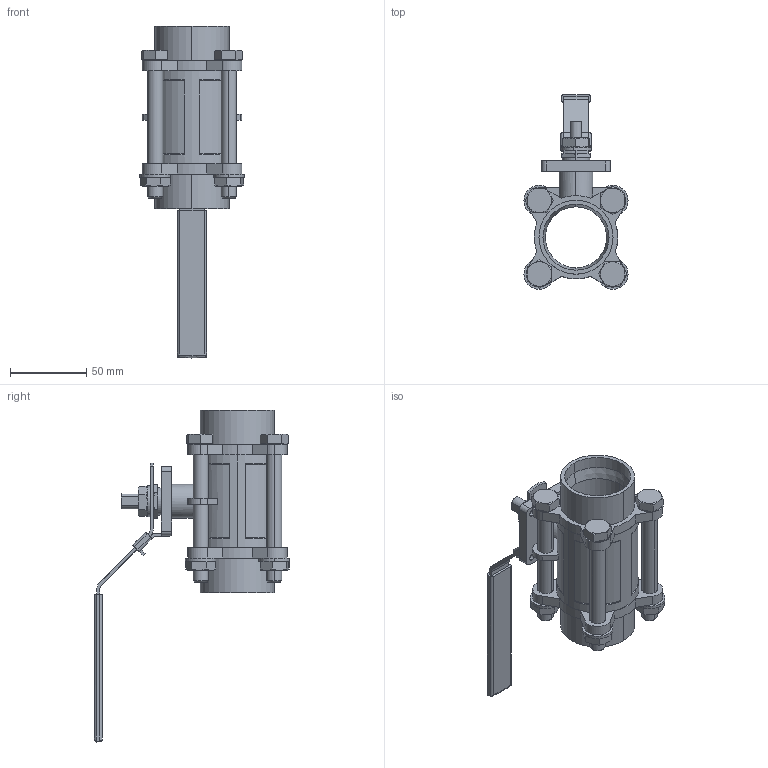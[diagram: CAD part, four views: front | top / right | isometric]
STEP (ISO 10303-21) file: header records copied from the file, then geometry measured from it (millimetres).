
FILE_DESCRIPTION (( 'STEP AP203' ), '1' );
FILE_NAME ('V-105MB-PN63-DN40.STEP', '2019-11-14T08:10:33', ( '' ), ( '' ), 'SwSTEP 2.0', 'SolidWorks 2012', '' );
FILE_SCHEMA (( 'CONFIG_CONTROL_DESIGN' ));
Length unit declared in the file: millimetre
Products named in the file (6): V-105MB-PN63-DN40; JIS B 1181 Hexagon nut - Class 3 Finished M10 --N_JIS B 1181 Hexagon nut - Class 3 Finished M10 --N; Washer ISO 7089 - 10_Washer ISO 7089 - 10; ISO 4016 - M10 x 90 x 26-WC_ISO 4016 - M10 x 90 x 26-WC; V-105M-HANDLE_154L; V-105MB-PN63-BODY_DN40
Assembly tree (16 placements, depth 2):
  V-105MB-PN63-DN40
    V-105MB-PN63-BODY_DN40
    V-105M-HANDLE_154L
    ISO 4016 - M10 x 90 x 26-WC_ISO 4016 - M10 x 90 x 26-WC  x4
    Washer ISO 7089 - 10_Washer ISO 7089 - 10  x5
    JIS B 1181 Hexagon nut - Class 3 Finished M10 --N_JIS B 1181 Hexagon nut - Class 3 Finished M10 --N  x5
Bounding box: 68.08 x 127.54 x 217.13 mm (x, y, z)
Volume: 183845.4 mm3; surface area: 81881.3 mm2
Topology: 16 solids, 17 shells, 689 faces, 1674 edges, 1058 vertices
Faces by surface type: plane 334, cylinder 161, cone 126, bspline 65, torus 3
Entity records: 19349 total; most frequent: CARTESIAN_POINT 7112, ORIENTED_EDGE 2436, DIRECTION 2153, EDGE_CURVE 1218, VERTEX_POINT 794, VECTOR 735, LINE 735, AXIS2_PLACEMENT_3D 709
